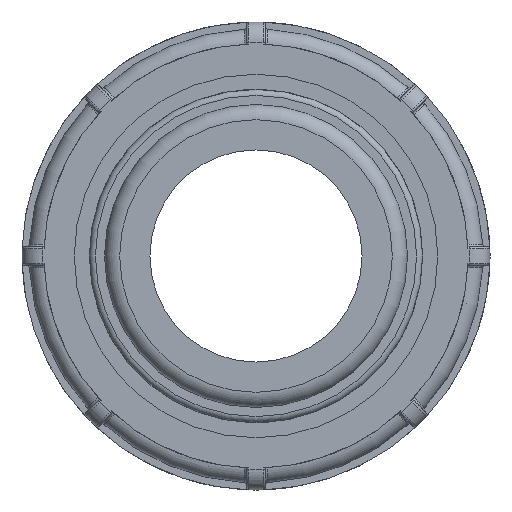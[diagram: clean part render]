
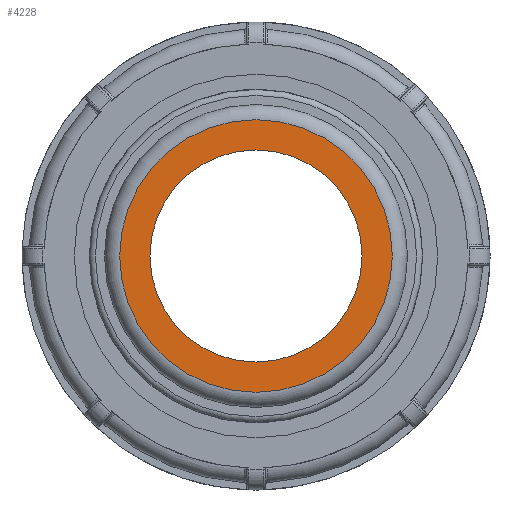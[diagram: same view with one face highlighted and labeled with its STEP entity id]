
A CAD part, left-side view. The second image highlights one B-rep face of the part: STEP entity #4228.
In plain terms, the highlighted planar face has unit normal (-1, 0, 0).
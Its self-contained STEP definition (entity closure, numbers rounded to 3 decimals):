
#71=FACE_BOUND('',#1250,.T.);
#145=PLANE('',#4668);
#985=FACE_OUTER_BOUND('',#1249,.T.);
#1249=EDGE_LOOP('',(#3942));
#1250=EDGE_LOOP('',(#3943));
#1645=CIRCLE('',#4666,26.826);
#1647=CIRCLE('',#4669,20.865);
#2064=VERTEX_POINT('',#8916);
#2066=VERTEX_POINT('',#8921);
#2695=EDGE_CURVE('',#2064,#2064,#1645,.T.);
#2697=EDGE_CURVE('',#2066,#2066,#1647,.T.);
#3942=ORIENTED_EDGE('',*,*,#2695,.F.);
#3943=ORIENTED_EDGE('',*,*,#2697,.T.);
#4228=ADVANCED_FACE('',(#985,#71),#145,.T.);
#4666=AXIS2_PLACEMENT_3D('',#8917,#5784,#5785);
#4668=AXIS2_PLACEMENT_3D('',#8920,#5788,#5789);
#4669=AXIS2_PLACEMENT_3D('',#8922,#5790,#5791);
#5784=DIRECTION('center_axis',(1.,0.,0.));
#5785=DIRECTION('ref_axis',(0.,-1.,0.));
#5788=DIRECTION('center_axis',(-1.,0.,0.));
#5789=DIRECTION('ref_axis',(0.,0.,1.));
#5790=DIRECTION('center_axis',(1.,0.,0.));
#5791=DIRECTION('ref_axis',(0.,0.,-1.));
#8916=CARTESIAN_POINT('',(-158.,26.826,0.));
#8917=CARTESIAN_POINT('Origin',(-158.,0.,0.));
#8920=CARTESIAN_POINT('Origin',(-158.,29.807,0.));
#8921=CARTESIAN_POINT('',(-158.,20.865,0.));
#8922=CARTESIAN_POINT('Origin',(-158.,0.,0.));
